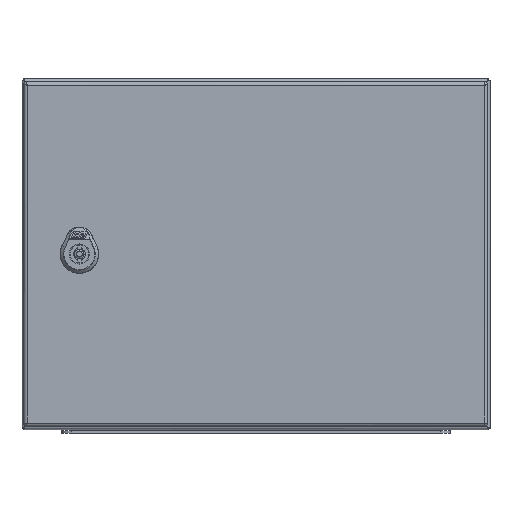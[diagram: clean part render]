
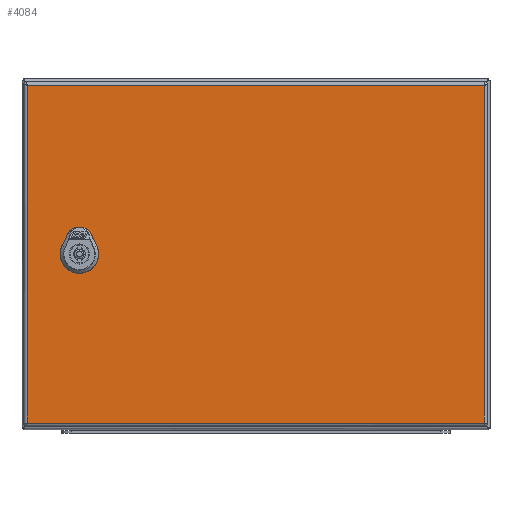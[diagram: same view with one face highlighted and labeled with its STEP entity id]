
A CAD part, top view. The second image highlights one B-rep face of the part: STEP entity #4084.
In plain terms, the highlighted face is planar.
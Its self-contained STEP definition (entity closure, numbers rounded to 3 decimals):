
#824=FACE_BOUND('',#6404,.T.);
#825=FACE_BOUND('',#6405,.T.);
#4084=ADVANCED_FACE('',(#824,#825),#4779,.F.);
#4779=PLANE('',#19196);
#6404=EDGE_LOOP('',(#10309,#10310,#10311,#10312,#10313,#10314,#10315,#10316));
#6405=EDGE_LOOP('',(#10317,#10318,#10319,#10320));
#7319=CIRCLE('',#19192,11.25);
#7320=CIRCLE('',#19193,11.25);
#7321=CIRCLE('',#19194,11.25);
#7322=CIRCLE('',#19195,11.25);
#10309=ORIENTED_EDGE('',*,*,#15023,.T.);
#10310=ORIENTED_EDGE('',*,*,#15024,.T.);
#10311=ORIENTED_EDGE('',*,*,#15025,.T.);
#10312=ORIENTED_EDGE('',*,*,#15026,.T.);
#10313=ORIENTED_EDGE('',*,*,#15027,.T.);
#10314=ORIENTED_EDGE('',*,*,#15028,.T.);
#10315=ORIENTED_EDGE('',*,*,#15029,.T.);
#10316=ORIENTED_EDGE('',*,*,#15030,.T.);
#10317=ORIENTED_EDGE('',*,*,#15031,.T.);
#10318=ORIENTED_EDGE('',*,*,#15032,.T.);
#10319=ORIENTED_EDGE('',*,*,#15033,.T.);
#10320=ORIENTED_EDGE('',*,*,#15034,.T.);
#13186=VERTEX_POINT('',#31674);
#13187=VERTEX_POINT('',#31675);
#13188=VERTEX_POINT('',#31677);
#13189=VERTEX_POINT('',#31679);
#13190=VERTEX_POINT('',#31681);
#13191=VERTEX_POINT('',#31683);
#13192=VERTEX_POINT('',#31685);
#13193=VERTEX_POINT('',#31687);
#13194=VERTEX_POINT('',#31690);
#13195=VERTEX_POINT('',#31691);
#13196=VERTEX_POINT('',#31693);
#13197=VERTEX_POINT('',#31695);
#15023=EDGE_CURVE('',#13186,#13187,#16676,.T.);
#15024=EDGE_CURVE('',#13187,#13188,#7319,.T.);
#15025=EDGE_CURVE('',#13188,#13189,#16677,.T.);
#15026=EDGE_CURVE('',#13189,#13190,#7320,.T.);
#15027=EDGE_CURVE('',#13190,#13191,#16678,.T.);
#15028=EDGE_CURVE('',#13191,#13192,#7321,.T.);
#15029=EDGE_CURVE('',#13192,#13193,#16679,.T.);
#15030=EDGE_CURVE('',#13193,#13186,#7322,.T.);
#15031=EDGE_CURVE('',#13194,#13195,#16680,.T.);
#15032=EDGE_CURVE('',#13195,#13196,#16681,.T.);
#15033=EDGE_CURVE('',#13196,#13197,#16682,.T.);
#15034=EDGE_CURVE('',#13197,#13194,#16683,.T.);
#16676=LINE('',#31673,#17850);
#16677=LINE('',#31678,#17851);
#16678=LINE('',#31682,#17852);
#16679=LINE('',#31686,#17853);
#16680=LINE('',#31689,#17854);
#16681=LINE('',#31692,#17855);
#16682=LINE('',#31694,#17856);
#16683=LINE('',#31696,#17857);
#17850=VECTOR('',#22097,1.);
#17851=VECTOR('',#22100,1.);
#17852=VECTOR('',#22103,1.);
#17853=VECTOR('',#22106,1.);
#17854=VECTOR('',#22109,1.);
#17855=VECTOR('',#22110,1.);
#17856=VECTOR('',#22111,1.);
#17857=VECTOR('',#22112,1.);
#19192=AXIS2_PLACEMENT_3D('',#31676,#22098,#22099);
#19193=AXIS2_PLACEMENT_3D('',#31680,#22101,#22102);
#19194=AXIS2_PLACEMENT_3D('',#31684,#22104,#22105);
#19195=AXIS2_PLACEMENT_3D('',#31688,#22107,#22108);
#19196=AXIS2_PLACEMENT_3D('',#31697,#22113,#22114);
#22097=DIRECTION('',(-1.,0.,0.));
#22098=DIRECTION('',(0.,0.,1.));
#22099=DIRECTION('',(1.,0.,0.));
#22100=DIRECTION('',(0.,-1.,0.));
#22101=DIRECTION('',(0.,0.,1.));
#22102=DIRECTION('',(1.,0.,0.));
#22103=DIRECTION('',(1.,0.,0.));
#22104=DIRECTION('',(0.,0.,1.));
#22105=DIRECTION('',(1.,0.,0.));
#22106=DIRECTION('',(0.,1.,0.));
#22107=DIRECTION('',(0.,0.,1.));
#22108=DIRECTION('',(1.,0.,0.));
#22109=DIRECTION('',(0.,1.,0.));
#22110=DIRECTION('',(1.,0.,0.));
#22111=DIRECTION('',(0.,-1.,0.));
#22112=DIRECTION('',(-1.,0.,0.));
#22113=DIRECTION('',(0.,0.,1.));
#22114=DIRECTION('',(1.,0.,0.));
#31673=CARTESIAN_POINT('',(-195.65,10.2,0.));
#31674=CARTESIAN_POINT('',(155.396,10.2,0.));
#31675=CARTESIAN_POINT('',(145.904,10.2,0.));
#31676=CARTESIAN_POINT('',(150.65,0.,0.));
#31677=CARTESIAN_POINT('',(140.45,4.746,0.));
#31678=CARTESIAN_POINT('',(140.45,-144.7,0.));
#31679=CARTESIAN_POINT('',(140.45,-4.746,0.));
#31680=CARTESIAN_POINT('',(150.65,0.,0.));
#31681=CARTESIAN_POINT('',(145.904,-10.2,0.));
#31682=CARTESIAN_POINT('',(-195.65,-10.2,0.));
#31683=CARTESIAN_POINT('',(155.396,-10.2,0.));
#31684=CARTESIAN_POINT('',(150.65,0.,0.));
#31685=CARTESIAN_POINT('',(160.85,-4.746,0.));
#31686=CARTESIAN_POINT('',(160.85,-144.7,0.));
#31687=CARTESIAN_POINT('',(160.85,4.746,0.));
#31688=CARTESIAN_POINT('',(150.65,0.,0.));
#31689=CARTESIAN_POINT('',(-195.35,-144.7,0.));
#31690=CARTESIAN_POINT('',(-195.35,-144.4,0.));
#31691=CARTESIAN_POINT('',(-195.35,144.4,0.));
#31692=CARTESIAN_POINT('',(-195.65,144.4,0.));
#31693=CARTESIAN_POINT('',(195.35,144.4,0.));
#31694=CARTESIAN_POINT('',(195.35,-144.7,0.));
#31695=CARTESIAN_POINT('',(195.35,-144.4,0.));
#31696=CARTESIAN_POINT('',(-195.65,-144.4,0.));
#31697=CARTESIAN_POINT('',(-195.65,-144.7,0.));
